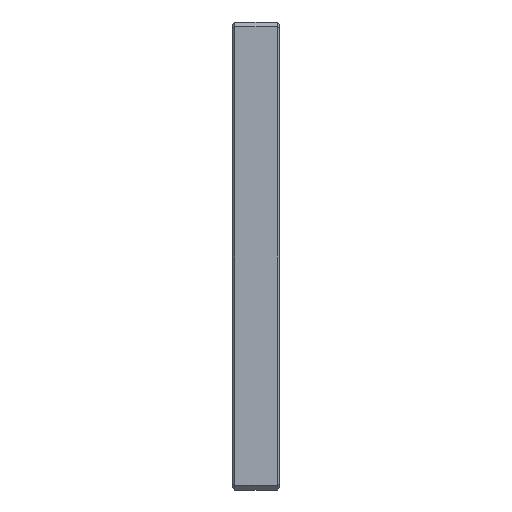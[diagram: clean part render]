
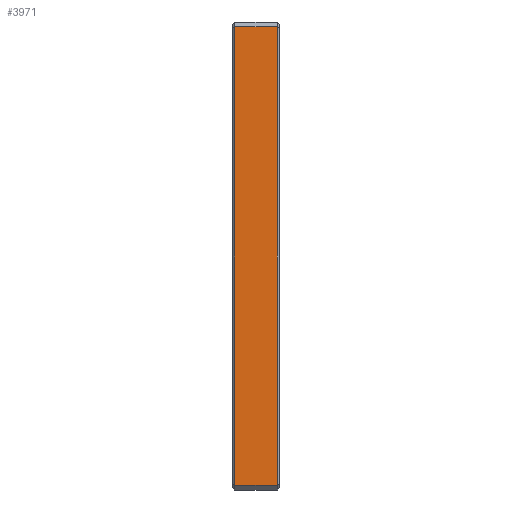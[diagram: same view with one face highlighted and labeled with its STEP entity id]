
A CAD part, left-side view. The second image highlights one B-rep face of the part: STEP entity #3971.
In plain terms, the highlighted planar face has unit normal (-1, 0, 0).
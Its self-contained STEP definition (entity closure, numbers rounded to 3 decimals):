
#72 = LINE ( 'NONE', #1620, #3438 ) ;
#84 = EDGE_CURVE ( 'NONE', #4767, #2333, #72, .T. ) ;
#106 = FACE_OUTER_BOUND ( 'NONE', #3480, .T. ) ;
#234 = ORIENTED_EDGE ( 'NONE', *, *, #3694, .T. ) ;
#284 = ORIENTED_EDGE ( 'NONE', *, *, #329, .T. ) ;
#329 = EDGE_CURVE ( 'NONE', #490, #4767, #3579, .T. ) ;
#387 = DIRECTION ( 'NONE',  ( 0., -1., 0. ) ) ;
#402 = DIRECTION ( 'NONE',  ( 0., 1., 0. ) ) ;
#430 = ORIENTED_EDGE ( 'NONE', *, *, #2749, .T. ) ;
#490 = VERTEX_POINT ( 'NONE', #586 ) ;
#565 = LINE ( 'NONE', #4412, #1577 ) ;
#586 = CARTESIAN_POINT ( 'NONE',  ( -50., 0.5, 49. ) ) ;
#807 = CARTESIAN_POINT ( 'NONE',  ( -50., 10., 49. ) ) ;
#861 = VECTOR ( 'NONE', #387, 1000. ) ;
#1283 = DIRECTION ( 'NONE',  ( 1., 0., 0. ) ) ;
#1577 = VECTOR ( 'NONE', #3583, 1000. ) ;
#1620 = CARTESIAN_POINT ( 'NONE',  ( -50., 9.5, -49. ) ) ;
#1961 = VECTOR ( 'NONE', #402, 1000. ) ;
#2333 = VERTEX_POINT ( 'NONE', #3905 ) ;
#2749 = EDGE_CURVE ( 'NONE', #2333, #4616, #3105, .T. ) ;
#2800 = AXIS2_PLACEMENT_3D ( 'NONE', #3221, #1283, #4016 ) ;
#2949 = ORIENTED_EDGE ( 'NONE', *, *, #84, .T. ) ;
#3105 = LINE ( 'NONE', #4758, #861 ) ;
#3183 = DIRECTION ( 'NONE',  ( 0., 0., -1. ) ) ;
#3221 = CARTESIAN_POINT ( 'NONE',  ( -50., 10., -50. ) ) ;
#3438 = VECTOR ( 'NONE', #3183, 1000. ) ;
#3480 = EDGE_LOOP ( 'NONE', ( #430, #234, #284, #2949 ) ) ;
#3579 = LINE ( 'NONE', #807, #1961 ) ;
#3583 = DIRECTION ( 'NONE',  ( 0., 0., 1. ) ) ;
#3694 = EDGE_CURVE ( 'NONE', #4616, #490, #565, .T. ) ;
#3878 = CARTESIAN_POINT ( 'NONE',  ( -50., 0.5, -49. ) ) ;
#3905 = CARTESIAN_POINT ( 'NONE',  ( -50., 9.5, -49. ) ) ;
#3971 = ADVANCED_FACE ( 'NONE', ( #106 ), #4780, .F. ) ;
#4016 = DIRECTION ( 'NONE',  ( 0., 0., -1. ) ) ;
#4412 = CARTESIAN_POINT ( 'NONE',  ( -50., 0.5, -50. ) ) ;
#4616 = VERTEX_POINT ( 'NONE', #3878 ) ;
#4758 = CARTESIAN_POINT ( 'NONE',  ( -50., 10., -49. ) ) ;
#4760 = CARTESIAN_POINT ( 'NONE',  ( -50., 9.5, 49. ) ) ;
#4767 = VERTEX_POINT ( 'NONE', #4760 ) ;
#4780 = PLANE ( 'NONE',  #2800 ) ;
